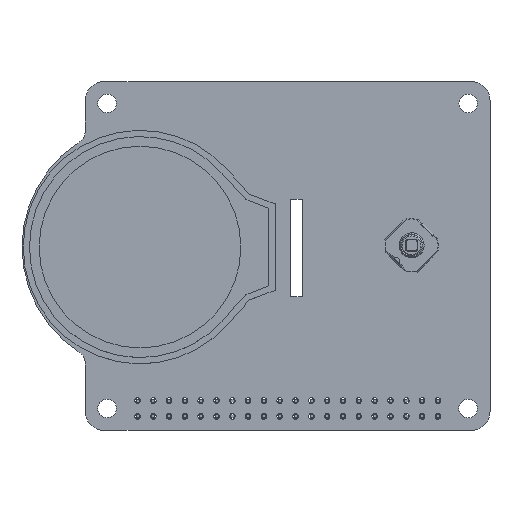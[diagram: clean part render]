
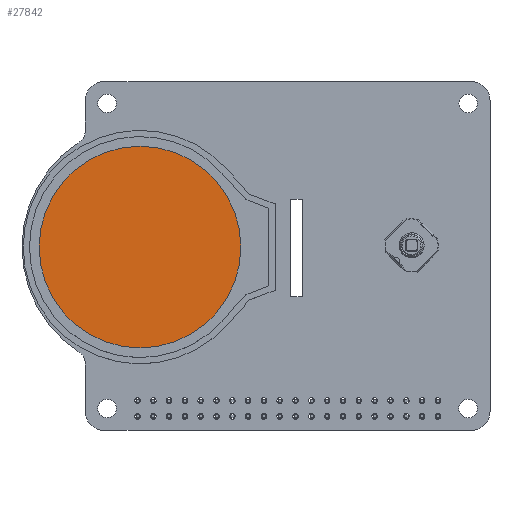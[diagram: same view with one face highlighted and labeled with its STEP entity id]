
A CAD part, top view. The second image highlights one B-rep face of the part: STEP entity #27842.
In plain terms, the highlighted face is planar.
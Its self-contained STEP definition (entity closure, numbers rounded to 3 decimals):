
#27798 = VERTEX_POINT('',#27799);
#27799 = CARTESIAN_POINT('',(0.,-16.2,-3.1));
#27805 = EDGE_CURVE('',#27798,#27806,#27808,.T.);
#27806 = VERTEX_POINT('',#27807);
#27807 = CARTESIAN_POINT('',(0.,16.2,-3.1));
#27808 = CIRCLE('',#27809,16.2);
#27809 = AXIS2_PLACEMENT_3D('',#27810,#27811,#27812);
#27810 = CARTESIAN_POINT('',(0.,0.,-3.1));
#27811 = DIRECTION('',(0.,0.,-1.));
#27812 = DIRECTION('',(0.,-1.,0.));
#27830 = EDGE_CURVE('',#27806,#27798,#27831,.T.);
#27831 = CIRCLE('',#27832,16.2);
#27832 = AXIS2_PLACEMENT_3D('',#27833,#27834,#27835);
#27833 = CARTESIAN_POINT('',(0.,0.,-3.1));
#27834 = DIRECTION('',(0.,0.,-1.));
#27835 = DIRECTION('',(0.,1.,0.));
#27842 = ADVANCED_FACE('',(#27843),#27847,.T.);
#27843 = FACE_BOUND('',#27844,.F.);
#27844 = EDGE_LOOP('',(#27845,#27846));
#27845 = ORIENTED_EDGE('',*,*,#27805,.F.);
#27846 = ORIENTED_EDGE('',*,*,#27830,.F.);
#27847 = PLANE('',#27848);
#27848 = AXIS2_PLACEMENT_3D('',#27849,#27850,#27851);
#27849 = CARTESIAN_POINT('',(0.,-27.588,-3.1));
#27850 = DIRECTION('',(0.,0.,-1.));
#27851 = DIRECTION('',(0.,-1.,0.));
